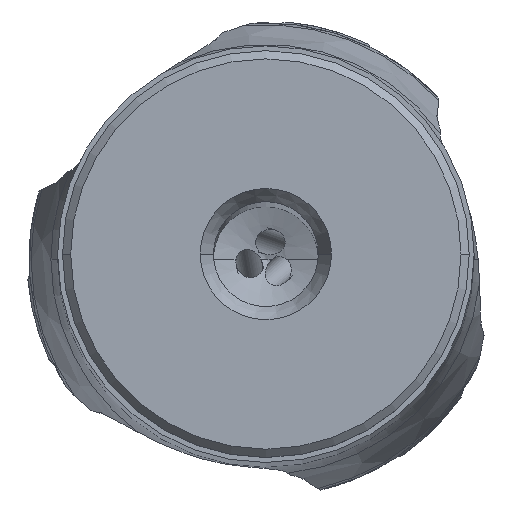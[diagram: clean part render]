
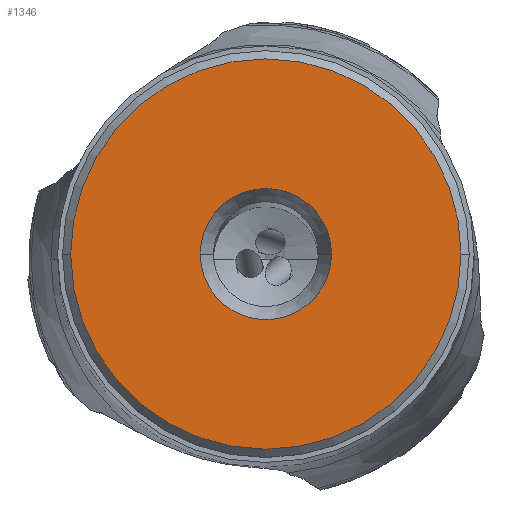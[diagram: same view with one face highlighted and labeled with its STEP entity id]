
A CAD part, top view. The second image highlights one B-rep face of the part: STEP entity #1346.
In plain terms, the highlighted planar face has unit normal (0, 0, 1).
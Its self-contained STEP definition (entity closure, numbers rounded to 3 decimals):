
#1346=ADVANCED_FACE('',(#1679,#1680),#1632,.T.);
#1632=PLANE('',#7752);
#1679=FACE_BOUND('',#1871,.T.);
#1680=FACE_BOUND('',#1872,.T.);
#1871=EDGE_LOOP('',(#3647,#3648,#3649));
#1872=EDGE_LOOP('',(#3650,#3651));
#2241=CIRCLE('',#7743,14.875);
#2242=CIRCLE('',#7744,14.875);
#2243=CIRCLE('',#7746,14.875);
#2245=CIRCLE('',#7750,5.);
#2246=CIRCLE('',#7751,5.);
#3647=ORIENTED_EDGE('',*,*,#6179,.F.);
#3648=ORIENTED_EDGE('',*,*,#6177,.F.);
#3649=ORIENTED_EDGE('',*,*,#6176,.F.);
#3650=ORIENTED_EDGE('',*,*,#6181,.F.);
#3651=ORIENTED_EDGE('',*,*,#6182,.F.);
#5239=VERTEX_POINT('',#15602);
#5240=VERTEX_POINT('',#15604);
#5241=VERTEX_POINT('',#15606);
#5242=VERTEX_POINT('',#15614);
#5243=VERTEX_POINT('',#15615);
#6176=EDGE_CURVE('',#5239,#5240,#2241,.T.);
#6177=EDGE_CURVE('',#5240,#5241,#2242,.T.);
#6179=EDGE_CURVE('',#5241,#5239,#2243,.T.);
#6181=EDGE_CURVE('',#5242,#5243,#2245,.T.);
#6182=EDGE_CURVE('',#5243,#5242,#2246,.T.);
#7743=AXIS2_PLACEMENT_3D('',#15603,#9151,#9152);
#7744=AXIS2_PLACEMENT_3D('',#15605,#9153,#9154);
#7746=AXIS2_PLACEMENT_3D('',#15609,#9158,#9159);
#7750=AXIS2_PLACEMENT_3D('',#15613,#9166,#9167);
#7751=AXIS2_PLACEMENT_3D('',#15616,#9168,#9169);
#7752=AXIS2_PLACEMENT_3D('',#15617,#9170,#9171);
#9151=DIRECTION('',(0.,0.,-1.));
#9152=DIRECTION('',(1.,0.,0.));
#9153=DIRECTION('',(0.,0.,-1.));
#9154=DIRECTION('',(0.,-1.,0.));
#9158=DIRECTION('',(0.,0.,-1.));
#9159=DIRECTION('',(-1.,0.,0.));
#9166=DIRECTION('',(0.,0.,1.));
#9167=DIRECTION('',(-1.,0.,0.));
#9168=DIRECTION('',(0.,0.,1.));
#9169=DIRECTION('',(1.,0.,0.));
#9170=DIRECTION('',(0.,0.,1.));
#9171=DIRECTION('',(-1.,0.,0.));
#15602=CARTESIAN_POINT('',(14.875,0.,0.));
#15603=CARTESIAN_POINT('',(0.,0.,0.));
#15604=CARTESIAN_POINT('',(0.,-14.875,0.));
#15605=CARTESIAN_POINT('',(0.,0.,0.));
#15606=CARTESIAN_POINT('',(-14.875,0.,0.));
#15609=CARTESIAN_POINT('',(0.,0.,0.));
#15613=CARTESIAN_POINT('',(0.,0.,0.));
#15614=CARTESIAN_POINT('',(-5.,0.,0.));
#15615=CARTESIAN_POINT('',(5.,0.,0.));
#15616=CARTESIAN_POINT('',(0.,0.,0.));
#15617=CARTESIAN_POINT('',(0.,0.,0.));
